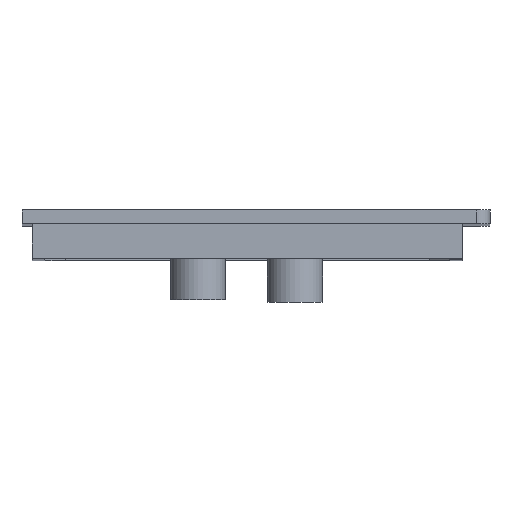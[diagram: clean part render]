
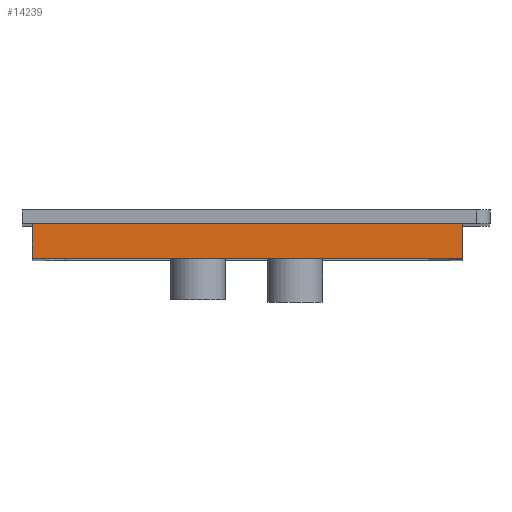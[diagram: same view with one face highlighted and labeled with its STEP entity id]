
A CAD part, top view. The second image highlights one B-rep face of the part: STEP entity #14239.
In plain terms, the highlighted planar face has unit normal (0, 0, 1).
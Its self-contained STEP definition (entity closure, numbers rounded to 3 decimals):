
#1449=PLANE('',#15637);
#2132=FACE_OUTER_BOUND('',#3029,.T.);
#3029=EDGE_LOOP('',(#12974,#12975,#12976,#12977));
#3494=LINE('',#21327,#4884);
#3508=LINE('',#21354,#4898);
#4454=LINE('',#24156,#5844);
#4455=LINE('',#24157,#5845);
#4884=VECTOR('',#16631,10.);
#4898=VECTOR('',#16649,10.);
#5844=VECTOR('',#19501,10.);
#5845=VECTOR('',#19502,10.);
#6472=VERTEX_POINT('',#21324);
#6473=VERTEX_POINT('',#21326);
#6484=VERTEX_POINT('',#21353);
#7387=VERTEX_POINT('',#24155);
#7930=EDGE_CURVE('',#6473,#6472,#3494,.T.);
#7944=EDGE_CURVE('',#6473,#6484,#3508,.T.);
#9342=EDGE_CURVE('',#6484,#7387,#4454,.T.);
#9343=EDGE_CURVE('',#6472,#7387,#4455,.T.);
#12974=ORIENTED_EDGE('',*,*,#9342,.F.);
#12975=ORIENTED_EDGE('',*,*,#7944,.F.);
#12976=ORIENTED_EDGE('',*,*,#7930,.T.);
#12977=ORIENTED_EDGE('',*,*,#9343,.T.);
#14239=ADVANCED_FACE('',(#2132),#1449,.F.);
#15637=AXIS2_PLACEMENT_3D('',#24154,#19499,#19500);
#16631=DIRECTION('',(0.,1.,0.));
#16649=DIRECTION('',(-1.,0.,0.));
#19499=DIRECTION('center_axis',(0.,0.,-1.));
#19500=DIRECTION('ref_axis',(-1.,0.,0.));
#19501=DIRECTION('',(0.,1.,0.));
#19502=DIRECTION('',(-1.,0.,0.));
#21324=CARTESIAN_POINT('',(-4.,-2.,-1.2));
#21326=CARTESIAN_POINT('',(-4.,-7.,-1.2));
#21327=CARTESIAN_POINT('',(-4.,-7.,-1.2));
#21353=CARTESIAN_POINT('',(-66.3,-7.,-1.2));
#21354=CARTESIAN_POINT('',(-18.95,-7.,-1.2));
#24154=CARTESIAN_POINT('Origin',(-4.,-7.,-1.2));
#24155=CARTESIAN_POINT('',(-66.3,-2.,-1.2));
#24156=CARTESIAN_POINT('',(-66.3,-7.,-1.2));
#24157=CARTESIAN_POINT('',(-66.3,-2.,-1.2));
